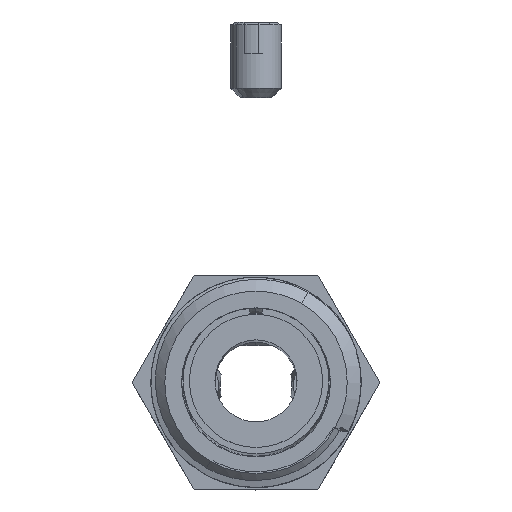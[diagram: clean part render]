
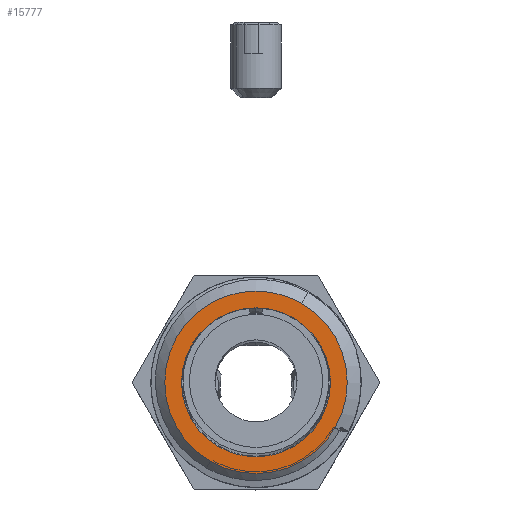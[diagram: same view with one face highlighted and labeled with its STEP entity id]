
A CAD part, top view. The second image highlights one B-rep face of the part: STEP entity #15777.
In plain terms, the highlighted planar face has unit normal (0, 0, 1).
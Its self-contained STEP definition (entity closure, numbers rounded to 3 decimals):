
#128 = CIRCLE ( 'NONE', #17077, 7.23 ) ;
#1083 = EDGE_CURVE ( 'NONE', #14658, #5650, #6202, .T. ) ;
#1386 = CARTESIAN_POINT ( 'NONE',  ( -5.9, 0., 16. ) ) ;
#1892 = AXIS2_PLACEMENT_3D ( 'NONE', #8657, #29759, #10687 ) ;
#2538 = DIRECTION ( 'NONE',  ( 1., 0., 0. ) ) ;
#4440 = DIRECTION ( 'NONE',  ( 0., 0., 1. ) ) ;
#5650 = VERTEX_POINT ( 'NONE', #24373 ) ;
#6202 = CIRCLE ( 'NONE', #23297, 5.9 ) ;
#7791 = EDGE_CURVE ( 'NONE', #13548, #24989, #8619, .T. ) ;
#7823 = ORIENTED_EDGE ( 'NONE', *, *, #1083, .F. ) ;
#8619 = CIRCLE ( 'NONE', #23327, 7.23 ) ;
#8657 = CARTESIAN_POINT ( 'NONE',  ( 0., 0., 16. ) ) ;
#9522 = CARTESIAN_POINT ( 'NONE',  ( 0., 0., 16. ) ) ;
#9907 = CARTESIAN_POINT ( 'NONE',  ( 7.23, 0., 16. ) ) ;
#10284 = ORIENTED_EDGE ( 'NONE', *, *, #22571, .F. ) ;
#10687 = DIRECTION ( 'NONE',  ( 1., 0., 0. ) ) ;
#10975 = CARTESIAN_POINT ( 'NONE',  ( -7.23, 0., 16. ) ) ;
#11893 = CARTESIAN_POINT ( 'NONE',  ( 0., 0., 16. ) ) ;
#12260 = DIRECTION ( 'NONE',  ( 1., 0., 0. ) ) ;
#12909 = EDGE_CURVE ( 'NONE', #24989, #13548, #128, .T. ) ;
#13455 = PLANE ( 'NONE',  #1892 ) ;
#13548 = VERTEX_POINT ( 'NONE', #9907 ) ;
#13554 = FACE_OUTER_BOUND ( 'NONE', #28513, .T. ) ;
#13867 = CARTESIAN_POINT ( 'NONE',  ( 0., 0., 16. ) ) ;
#14519 = DIRECTION ( 'NONE',  ( 0., 0., 1. ) ) ;
#14658 = VERTEX_POINT ( 'NONE', #1386 ) ;
#14775 = ORIENTED_EDGE ( 'NONE', *, *, #12909, .T. ) ;
#15777 = ADVANCED_FACE ( 'NONE', ( #17932, #13554 ), #13455, .T. ) ;
#17077 = AXIS2_PLACEMENT_3D ( 'NONE', #9522, #25342, #2538 ) ;
#17932 = FACE_BOUND ( 'NONE', #29805, .T. ) ;
#19011 = AXIS2_PLACEMENT_3D ( 'NONE', #11893, #14519, #28287 ) ;
#20390 = CIRCLE ( 'NONE', #19011, 5.9 ) ;
#21433 = CARTESIAN_POINT ( 'NONE',  ( 0., 0., 16. ) ) ;
#22571 = EDGE_CURVE ( 'NONE', #5650, #14658, #20390, .T. ) ;
#23297 = AXIS2_PLACEMENT_3D ( 'NONE', #21433, #28654, #12260 ) ;
#23327 = AXIS2_PLACEMENT_3D ( 'NONE', #13867, #4440, #30080 ) ;
#24373 = CARTESIAN_POINT ( 'NONE',  ( 5.9, 0., 16. ) ) ;
#24989 = VERTEX_POINT ( 'NONE', #10975 ) ;
#25019 = ORIENTED_EDGE ( 'NONE', *, *, #7791, .T. ) ;
#25342 = DIRECTION ( 'NONE',  ( 0., 0., 1. ) ) ;
#28287 = DIRECTION ( 'NONE',  ( 1., 0., 0. ) ) ;
#28513 = EDGE_LOOP ( 'NONE', ( #14775, #25019 ) ) ;
#28654 = DIRECTION ( 'NONE',  ( 0., 0., 1. ) ) ;
#29759 = DIRECTION ( 'NONE',  ( 0., 0., 1. ) ) ;
#29805 = EDGE_LOOP ( 'NONE', ( #10284, #7823 ) ) ;
#30080 = DIRECTION ( 'NONE',  ( 1., 0., 0. ) ) ;
